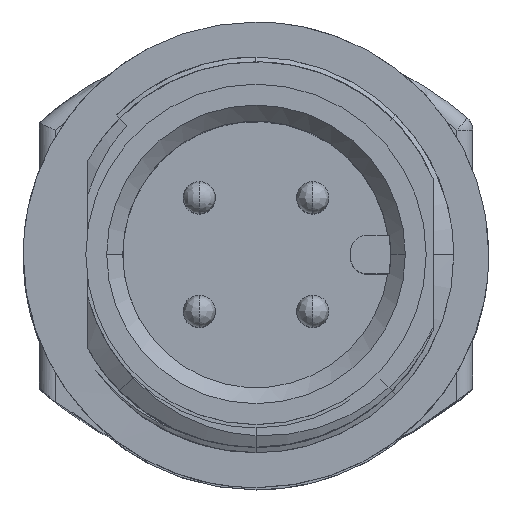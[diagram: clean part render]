
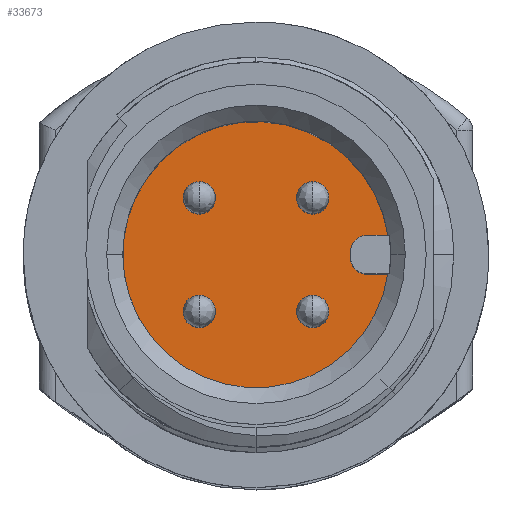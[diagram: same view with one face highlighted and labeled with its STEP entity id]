
A CAD part, top view. The second image highlights one B-rep face of the part: STEP entity #33673.
In plain terms, the highlighted planar face has unit normal (0, 0, 1).
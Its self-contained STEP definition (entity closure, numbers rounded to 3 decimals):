
#112 = EDGE_CURVE ( 'NONE', #491, #14820, #2346, .T. ) ;
#402 = CIRCLE ( 'NONE', #11160, 0.5 ) ;
#491 = VERTEX_POINT ( 'NONE', #20373 ) ;
#518 = VERTEX_POINT ( 'NONE', #4043 ) ;
#525 = CARTESIAN_POINT ( 'NONE',  ( 4.106, -0.606, 19.3 ) ) ;
#936 = DIRECTION ( 'NONE',  ( 0., 0., 1. ) ) ;
#1535 = EDGE_CURVE ( 'NONE', #27237, #2883, #26448, .T. ) ;
#1662 = CARTESIAN_POINT ( 'NONE',  ( -1.768, -1.768, 19.3 ) ) ;
#2295 = DIRECTION ( 'NONE',  ( 0., 0., -1. ) ) ;
#2346 = CIRCLE ( 'NONE', #32653, 0.5 ) ;
#2702 = EDGE_LOOP ( 'NONE', ( #25595, #22219 ) ) ;
#2842 = CIRCLE ( 'NONE', #35421, 0.5 ) ;
#2883 = VERTEX_POINT ( 'NONE', #19817 ) ;
#2924 = CARTESIAN_POINT ( 'NONE',  ( -1.768, -1.768, 19.3 ) ) ;
#2960 = AXIS2_PLACEMENT_3D ( 'NONE', #27240, #10698, #30022 ) ;
#3308 = DIRECTION ( 'NONE',  ( 0., 1., 0. ) ) ;
#3363 = CARTESIAN_POINT ( 'NONE',  ( 1.768, -1.768, 19.3 ) ) ;
#3406 = EDGE_LOOP ( 'NONE', ( #5441, #16084, #23104, #3870, #35097, #32937 ) ) ;
#3870 = ORIENTED_EDGE ( 'NONE', *, *, #17771, .T. ) ;
#3930 = CARTESIAN_POINT ( 'NONE',  ( 0., 0., 19.3 ) ) ;
#4043 = CARTESIAN_POINT ( 'NONE',  ( -2.268, 1.768, 19.3 ) ) ;
#4246 = ORIENTED_EDGE ( 'NONE', *, *, #12048, .T. ) ;
#4275 = AXIS2_PLACEMENT_3D ( 'NONE', #2924, #22278, #5722 ) ;
#4398 = VECTOR ( 'NONE', #3308, 1000. ) ;
#4422 = DIRECTION ( 'NONE',  ( -1., 0., 0. ) ) ;
#4590 = CIRCLE ( 'NONE', #35446, 0.5 ) ;
#4675 = VERTEX_POINT ( 'NONE', #32001 ) ;
#5413 = VERTEX_POINT ( 'NONE', #28898 ) ;
#5441 = ORIENTED_EDGE ( 'NONE', *, *, #19855, .F. ) ;
#5521 = VECTOR ( 'NONE', #15228, 1000. ) ;
#5665 = CARTESIAN_POINT ( 'NONE',  ( 1.768, 1.768, 19.3 ) ) ;
#5722 = DIRECTION ( 'NONE',  ( -1., 0., 0. ) ) ;
#6170 = DIRECTION ( 'NONE',  ( -1., 0., 0. ) ) ;
#6726 = DIRECTION ( 'NONE',  ( 1., 0., 0. ) ) ;
#6895 = CIRCLE ( 'NONE', #4275, 0.5 ) ;
#7899 = CARTESIAN_POINT ( 'NONE',  ( 3.45, -0.106, 19.3 ) ) ;
#8380 = AXIS2_PLACEMENT_3D ( 'NONE', #9707, #29046, #12475 ) ;
#8422 = DIRECTION ( 'NONE',  ( -1., 0., 0. ) ) ;
#8888 = EDGE_CURVE ( 'NONE', #5413, #2883, #17608, .T. ) ;
#9517 = CARTESIAN_POINT ( 'NONE',  ( 3.45, -0.606, 19.3 ) ) ;
#9700 = VERTEX_POINT ( 'NONE', #32638 ) ;
#9702 = EDGE_CURVE ( 'NONE', #518, #4675, #28769, .T. ) ;
#9707 = CARTESIAN_POINT ( 'NONE',  ( -1.768, 1.768, 19.3 ) ) ;
#10076 = ORIENTED_EDGE ( 'NONE', *, *, #23947, .T. ) ;
#10136 = ORIENTED_EDGE ( 'NONE', *, *, #29721, .T. ) ;
#10549 = CARTESIAN_POINT ( 'NONE',  ( 2.268, 1.768, 19.3 ) ) ;
#10679 = DIRECTION ( 'NONE',  ( -1., 0., 0. ) ) ;
#10698 = DIRECTION ( 'NONE',  ( 0., 0., -1. ) ) ;
#11019 = CIRCLE ( 'NONE', #32152, 0.5 ) ;
#11022 = AXIS2_PLACEMENT_3D ( 'NONE', #30171, #13623, #32924 ) ;
#11160 = AXIS2_PLACEMENT_3D ( 'NONE', #1662, #21006, #4422 ) ;
#11284 = FACE_BOUND ( 'NONE', #21531, .T. ) ;
#12048 = EDGE_CURVE ( 'NONE', #4675, #518, #33407, .T. ) ;
#12403 = CARTESIAN_POINT ( 'NONE',  ( 4.15, 0.594, 19.3 ) ) ;
#12475 = DIRECTION ( 'NONE',  ( -1., 0., 0. ) ) ;
#12479 = CARTESIAN_POINT ( 'NONE',  ( 2.95, -0.106, 19.3 ) ) ;
#13352 = DIRECTION ( 'NONE',  ( 0., 0., -1. ) ) ;
#13623 = DIRECTION ( 'NONE',  ( 0., 0., 1. ) ) ;
#14820 = VERTEX_POINT ( 'NONE', #10549 ) ;
#15228 = DIRECTION ( 'NONE',  ( 1., 0., 0. ) ) ;
#16084 = ORIENTED_EDGE ( 'NONE', *, *, #1535, .T. ) ;
#16354 = CARTESIAN_POINT ( 'NONE',  ( 2.268, -1.768, 19.3 ) ) ;
#17094 = CARTESIAN_POINT ( 'NONE',  ( 2.95, 0.094, 19.3 ) ) ;
#17608 = CIRCLE ( 'NONE', #11022, 0.5 ) ;
#17771 = EDGE_CURVE ( 'NONE', #5413, #26022, #34016, .T. ) ;
#18033 = CIRCLE ( 'NONE', #32404, 4.15 ) ;
#18668 = FACE_BOUND ( 'NONE', #24163, .T. ) ;
#18868 = CARTESIAN_POINT ( 'NONE',  ( 1.768, 1.768, 19.3 ) ) ;
#19202 = EDGE_CURVE ( 'NONE', #14820, #491, #2842, .T. ) ;
#19528 = FACE_BOUND ( 'NONE', #2702, .T. ) ;
#19688 = CARTESIAN_POINT ( 'NONE',  ( -2.268, -1.768, 19.3 ) ) ;
#19817 = CARTESIAN_POINT ( 'NONE',  ( 2.95, 0.094, 19.3 ) ) ;
#19855 = EDGE_CURVE ( 'NONE', #27237, #23064, #11019, .T. ) ;
#19897 = VERTEX_POINT ( 'NONE', #16354 ) ;
#20247 = DIRECTION ( 'NONE',  ( 1., 0., 0. ) ) ;
#20373 = CARTESIAN_POINT ( 'NONE',  ( 1.268, 1.768, 19.3 ) ) ;
#20493 = VERTEX_POINT ( 'NONE', #19688 ) ;
#20716 = EDGE_CURVE ( 'NONE', #24647, #23064, #33421, .T. ) ;
#21006 = DIRECTION ( 'NONE',  ( 0., 0., -1. ) ) ;
#21531 = EDGE_LOOP ( 'NONE', ( #32170, #4246 ) ) ;
#21653 = DIRECTION ( 'NONE',  ( -1., 0., 0. ) ) ;
#21937 = CARTESIAN_POINT ( 'NONE',  ( -1.268, -1.768, 19.3 ) ) ;
#22219 = ORIENTED_EDGE ( 'NONE', *, *, #19202, .T. ) ;
#22278 = DIRECTION ( 'NONE',  ( 0., 0., -1. ) ) ;
#22708 = DIRECTION ( 'NONE',  ( 0., 0., -1. ) ) ;
#22777 = CARTESIAN_POINT ( 'NONE',  ( 0., 0., 19.3 ) ) ;
#23064 = VERTEX_POINT ( 'NONE', #9517 ) ;
#23104 = ORIENTED_EDGE ( 'NONE', *, *, #8888, .F. ) ;
#23257 = ORIENTED_EDGE ( 'NONE', *, *, #35762, .T. ) ;
#23283 = DIRECTION ( 'NONE',  ( 0., 0., 1. ) ) ;
#23771 = EDGE_CURVE ( 'NONE', #26022, #24647, #18033, .T. ) ;
#23947 = EDGE_CURVE ( 'NONE', #19897, #9700, #4590, .T. ) ;
#24163 = EDGE_LOOP ( 'NONE', ( #34341, #10076 ) ) ;
#24647 = VERTEX_POINT ( 'NONE', #525 ) ;
#24657 = EDGE_CURVE ( 'NONE', #9700, #19897, #29208, .T. ) ;
#25007 = DIRECTION ( 'NONE',  ( 0., 0., -1. ) ) ;
#25595 = ORIENTED_EDGE ( 'NONE', *, *, #112, .T. ) ;
#26022 = VERTEX_POINT ( 'NONE', #29671 ) ;
#26448 = LINE ( 'NONE', #17094, #4398 ) ;
#26970 = VECTOR ( 'NONE', #31431, 1000. ) ;
#27219 = DIRECTION ( 'NONE',  ( 0., 0., 1. ) ) ;
#27237 = VERTEX_POINT ( 'NONE', #12479 ) ;
#27240 = CARTESIAN_POINT ( 'NONE',  ( -1.768, 1.768, 19.3 ) ) ;
#28013 = EDGE_LOOP ( 'NONE', ( #10136, #23257 ) ) ;
#28448 = PLANE ( 'NONE',  #32125 ) ;
#28769 = CIRCLE ( 'NONE', #2960, 0.5 ) ;
#28898 = CARTESIAN_POINT ( 'NONE',  ( 3.45, 0.594, 19.3 ) ) ;
#29046 = DIRECTION ( 'NONE',  ( 0., 0., -1. ) ) ;
#29208 = CIRCLE ( 'NONE', #35223, 0.5 ) ;
#29671 = CARTESIAN_POINT ( 'NONE',  ( 4.107, 0.594, 19.3 ) ) ;
#29721 = EDGE_CURVE ( 'NONE', #20493, #32654, #6895, .T. ) ;
#29924 = CARTESIAN_POINT ( 'NONE',  ( 1.768, -1.768, 19.3 ) ) ;
#30022 = DIRECTION ( 'NONE',  ( -1., 0., 0. ) ) ;
#30171 = CARTESIAN_POINT ( 'NONE',  ( 3.45, 0.094, 19.3 ) ) ;
#31431 = DIRECTION ( 'NONE',  ( -1., 0., 0. ) ) ;
#32001 = CARTESIAN_POINT ( 'NONE',  ( -1.268, 1.768, 19.3 ) ) ;
#32125 = AXIS2_PLACEMENT_3D ( 'NONE', #22777, #936, #20247 ) ;
#32152 = AXIS2_PLACEMENT_3D ( 'NONE', #7899, #27219, #10679 ) ;
#32170 = ORIENTED_EDGE ( 'NONE', *, *, #9702, .T. ) ;
#32404 = AXIS2_PLACEMENT_3D ( 'NONE', #3930, #23283, #6726 ) ;
#32430 = FACE_OUTER_BOUND ( 'NONE', #3406, .T. ) ;
#32638 = CARTESIAN_POINT ( 'NONE',  ( 1.268, -1.768, 19.3 ) ) ;
#32646 = DIRECTION ( 'NONE',  ( -1., 0., 0. ) ) ;
#32653 = AXIS2_PLACEMENT_3D ( 'NONE', #5665, #25007, #8422 ) ;
#32654 = VERTEX_POINT ( 'NONE', #21937 ) ;
#32924 = DIRECTION ( 'NONE',  ( -1., 0., 0. ) ) ;
#32937 = ORIENTED_EDGE ( 'NONE', *, *, #20716, .T. ) ;
#33294 = FACE_BOUND ( 'NONE', #28013, .T. ) ;
#33407 = CIRCLE ( 'NONE', #8380, 0.5 ) ;
#33421 = LINE ( 'NONE', #34606, #26970 ) ;
#33673 = ADVANCED_FACE ( 'NONE', ( #19528, #33294, #18668, #11284, #32430 ), #28448, .T. ) ;
#34016 = LINE ( 'NONE', #12403, #5521 ) ;
#34341 = ORIENTED_EDGE ( 'NONE', *, *, #24657, .T. ) ;
#34606 = CARTESIAN_POINT ( 'NONE',  ( 0., -0.606, 19.3 ) ) ;
#35097 = ORIENTED_EDGE ( 'NONE', *, *, #23771, .T. ) ;
#35223 = AXIS2_PLACEMENT_3D ( 'NONE', #3363, #22708, #6170 ) ;
#35421 = AXIS2_PLACEMENT_3D ( 'NONE', #18868, #2295, #21653 ) ;
#35446 = AXIS2_PLACEMENT_3D ( 'NONE', #29924, #13352, #32646 ) ;
#35762 = EDGE_CURVE ( 'NONE', #32654, #20493, #402, .T. ) ;
